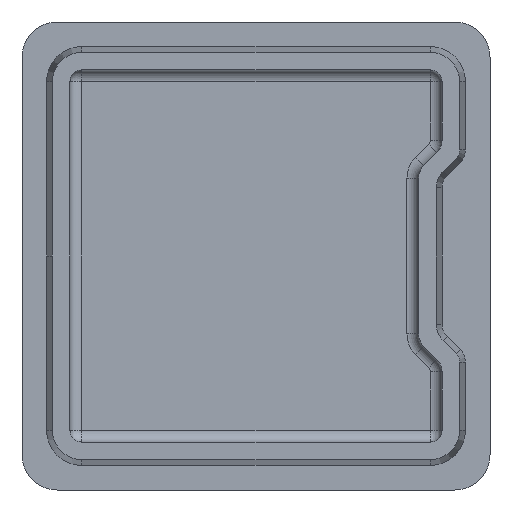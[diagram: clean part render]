
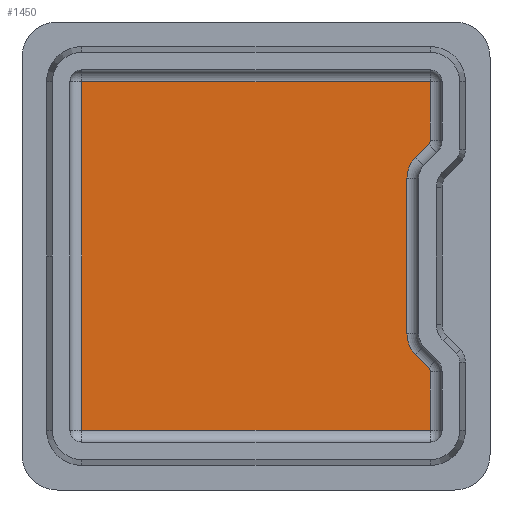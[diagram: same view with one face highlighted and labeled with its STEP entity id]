
A CAD part, front view. The second image highlights one B-rep face of the part: STEP entity #1450.
In plain terms, the highlighted planar face has unit normal (0, -1, 0).
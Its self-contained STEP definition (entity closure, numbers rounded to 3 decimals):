
#30 = CARTESIAN_POINT ( 'NONE',  ( 15.4, 1., 6.66 ) ) ;
#362 = VECTOR ( 'NONE', #6156, 1000. ) ;
#506 = DIRECTION ( 'NONE',  ( -1., 0., 0. ) ) ;
#737 = DIRECTION ( 'NONE',  ( 0., -1., 0. ) ) ;
#745 = VERTEX_POINT ( 'NONE', #2766 ) ;
#756 = LINE ( 'NONE', #15080, #7714 ) ;
#786 = LINE ( 'NONE', #14539, #362 ) ;
#915 = CARTESIAN_POINT ( 'NONE',  ( 14.9, 1., -14.9 ) ) ;
#1163 = LINE ( 'NONE', #10485, #2473 ) ;
#1271 = VECTOR ( 'NONE', #6717, 1000. ) ;
#1302 = ORIENTED_EDGE ( 'NONE', *, *, #2042, .T. ) ;
#1450 = ADVANCED_FACE ( 'NONE', ( #16105 ), #17489, .T. ) ;
#1714 = VERTEX_POINT ( 'NONE', #12523 ) ;
#2042 = EDGE_CURVE ( 'NONE', #7911, #8106, #4876, .T. ) ;
#2150 = CARTESIAN_POINT ( 'NONE',  ( 14.9, 1., 14.9 ) ) ;
#2473 = VECTOR ( 'NONE', #506, 1000. ) ;
#2602 = CARTESIAN_POINT ( 'NONE',  ( -14.9, 1., 14.9 ) ) ;
#2698 = CARTESIAN_POINT ( 'NONE',  ( 13.632, 1., 8.428 ) ) ;
#2756 = EDGE_CURVE ( 'NONE', #17511, #7911, #5687, .T. ) ;
#2766 = CARTESIAN_POINT ( 'NONE',  ( 14.754, 1., 9.549 ) ) ;
#2854 = VECTOR ( 'NONE', #9943, 1000. ) ;
#2910 = VERTEX_POINT ( 'NONE', #3252 ) ;
#2995 = DIRECTION ( 'NONE',  ( 0., -1., 0. ) ) ;
#3252 = CARTESIAN_POINT ( 'NONE',  ( 14.9, 1., 9.902 ) ) ;
#3681 = CARTESIAN_POINT ( 'NONE',  ( 14.9, 1., -14.9 ) ) ;
#3725 = VECTOR ( 'NONE', #15433, 1000. ) ;
#3845 = CARTESIAN_POINT ( 'NONE',  ( 14.9, 1., -14.9 ) ) ;
#3935 = VECTOR ( 'NONE', #7898, 1000. ) ;
#3970 = ORIENTED_EDGE ( 'NONE', *, *, #14441, .T. ) ;
#4234 = CARTESIAN_POINT ( 'NONE',  ( -14.9, 1., -14.9 ) ) ;
#4295 = VERTEX_POINT ( 'NONE', #9420 ) ;
#4798 = VERTEX_POINT ( 'NONE', #2698 ) ;
#4816 = AXIS2_PLACEMENT_3D ( 'NONE', #7005, #2995, #5727 ) ;
#4876 = CIRCLE ( 'NONE', #9004, 0.5 ) ;
#4985 = LINE ( 'NONE', #6832, #1271 ) ;
#5149 = CARTESIAN_POINT ( 'NONE',  ( 15.4, 1., -6.66 ) ) ;
#5152 = ORIENTED_EDGE ( 'NONE', *, *, #11201, .T. ) ;
#5380 = EDGE_CURVE ( 'NONE', #2910, #13756, #786, .T. ) ;
#5687 = LINE ( 'NONE', #5868, #2854 ) ;
#5727 = DIRECTION ( 'NONE',  ( 0., 0., -1. ) ) ;
#5852 = EDGE_CURVE ( 'NONE', #745, #2910, #5999, .T. ) ;
#5868 = CARTESIAN_POINT ( 'NONE',  ( 14.9, 1., -9.902 ) ) ;
#5999 = CIRCLE ( 'NONE', #4816, 0.5 ) ;
#6156 = DIRECTION ( 'NONE',  ( 0., 0., 1. ) ) ;
#6478 = LINE ( 'NONE', #12359, #15284 ) ;
#6717 = DIRECTION ( 'NONE',  ( 0., 0., 1. ) ) ;
#6819 = AXIS2_PLACEMENT_3D ( 'NONE', #30, #15227, #8314 ) ;
#6832 = CARTESIAN_POINT ( 'NONE',  ( 12.9, 1., 6.66 ) ) ;
#6892 = CIRCLE ( 'NONE', #13453, 2.5 ) ;
#7002 = CARTESIAN_POINT ( 'NONE',  ( 14.754, 1., -9.549 ) ) ;
#7005 = CARTESIAN_POINT ( 'NONE',  ( 14.4, 1., 9.902 ) ) ;
#7105 = EDGE_LOOP ( 'NONE', ( #8253, #10449, #10707, #1302, #3970, #11465, #17875, #5152, #12736, #9969, #8564, #15785 ) ) ;
#7451 = LINE ( 'NONE', #4234, #3725 ) ;
#7714 = VECTOR ( 'NONE', #15130, 1000. ) ;
#7898 = DIRECTION ( 'NONE',  ( 1., 0., 0. ) ) ;
#7911 = VERTEX_POINT ( 'NONE', #17429 ) ;
#7937 = DIRECTION ( 'NONE',  ( 0., 0., -1. ) ) ;
#7940 = EDGE_CURVE ( 'NONE', #13756, #14520, #1163, .T. ) ;
#8106 = VERTEX_POINT ( 'NONE', #7002 ) ;
#8253 = ORIENTED_EDGE ( 'NONE', *, *, #16371, .T. ) ;
#8306 = EDGE_CURVE ( 'NONE', #11175, #17511, #11425, .T. ) ;
#8314 = DIRECTION ( 'NONE',  ( 0., 0., -1. ) ) ;
#8564 = ORIENTED_EDGE ( 'NONE', *, *, #5380, .T. ) ;
#9004 = AXIS2_PLACEMENT_3D ( 'NONE', #17790, #9184, #17677 ) ;
#9184 = DIRECTION ( 'NONE',  ( 0., -1., 0. ) ) ;
#9420 = CARTESIAN_POINT ( 'NONE',  ( 12.9, 1., -6.66 ) ) ;
#9943 = DIRECTION ( 'NONE',  ( 0., 0., 1. ) ) ;
#9969 = ORIENTED_EDGE ( 'NONE', *, *, #5852, .T. ) ;
#9989 = CARTESIAN_POINT ( 'NONE',  ( 13.632, 1., -8.428 ) ) ;
#10449 = ORIENTED_EDGE ( 'NONE', *, *, #8306, .T. ) ;
#10485 = CARTESIAN_POINT ( 'NONE',  ( -14.9, 1., 14.9 ) ) ;
#10707 = ORIENTED_EDGE ( 'NONE', *, *, #2756, .T. ) ;
#11175 = VERTEX_POINT ( 'NONE', #17708 ) ;
#11201 = EDGE_CURVE ( 'NONE', #1714, #4798, #12877, .T. ) ;
#11233 = EDGE_CURVE ( 'NONE', #4295, #1714, #4985, .T. ) ;
#11425 = LINE ( 'NONE', #3681, #3935 ) ;
#11465 = ORIENTED_EDGE ( 'NONE', *, *, #11773, .T. ) ;
#11751 = EDGE_CURVE ( 'NONE', #4798, #745, #6478, .T. ) ;
#11773 = EDGE_CURVE ( 'NONE', #17247, #4295, #6892, .T. ) ;
#11843 = DIRECTION ( 'NONE',  ( 0., 0., -1. ) ) ;
#12293 = DIRECTION ( 'NONE',  ( 0.707, 0., 0.707 ) ) ;
#12359 = CARTESIAN_POINT ( 'NONE',  ( 14.754, 1., 9.549 ) ) ;
#12523 = CARTESIAN_POINT ( 'NONE',  ( 12.9, 1., 6.66 ) ) ;
#12736 = ORIENTED_EDGE ( 'NONE', *, *, #11751, .T. ) ;
#12877 = CIRCLE ( 'NONE', #6819, 2.5 ) ;
#13453 = AXIS2_PLACEMENT_3D ( 'NONE', #5149, #16387, #7937 ) ;
#13756 = VERTEX_POINT ( 'NONE', #2150 ) ;
#14441 = EDGE_CURVE ( 'NONE', #8106, #17247, #756, .T. ) ;
#14520 = VERTEX_POINT ( 'NONE', #2602 ) ;
#14539 = CARTESIAN_POINT ( 'NONE',  ( 14.9, 1., 14.9 ) ) ;
#15080 = CARTESIAN_POINT ( 'NONE',  ( 13.632, 1., -8.428 ) ) ;
#15130 = DIRECTION ( 'NONE',  ( -0.707, 0., 0.707 ) ) ;
#15227 = DIRECTION ( 'NONE',  ( 0., 1., 0. ) ) ;
#15284 = VECTOR ( 'NONE', #12293, 1000. ) ;
#15433 = DIRECTION ( 'NONE',  ( 0., 0., -1. ) ) ;
#15460 = AXIS2_PLACEMENT_3D ( 'NONE', #915, #737, #11843 ) ;
#15785 = ORIENTED_EDGE ( 'NONE', *, *, #7940, .T. ) ;
#16105 = FACE_OUTER_BOUND ( 'NONE', #7105, .T. ) ;
#16371 = EDGE_CURVE ( 'NONE', #14520, #11175, #7451, .T. ) ;
#16387 = DIRECTION ( 'NONE',  ( 0., 1., 0. ) ) ;
#17247 = VERTEX_POINT ( 'NONE', #9989 ) ;
#17429 = CARTESIAN_POINT ( 'NONE',  ( 14.9, 1., -9.902 ) ) ;
#17489 = PLANE ( 'NONE',  #15460 ) ;
#17511 = VERTEX_POINT ( 'NONE', #3845 ) ;
#17677 = DIRECTION ( 'NONE',  ( 0., 0., -1. ) ) ;
#17708 = CARTESIAN_POINT ( 'NONE',  ( -14.9, 1., -14.9 ) ) ;
#17790 = CARTESIAN_POINT ( 'NONE',  ( 14.4, 1., -9.902 ) ) ;
#17875 = ORIENTED_EDGE ( 'NONE', *, *, #11233, .T. ) ;
